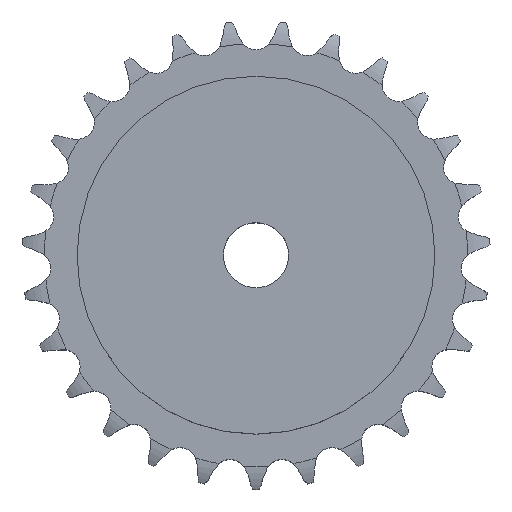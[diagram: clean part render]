
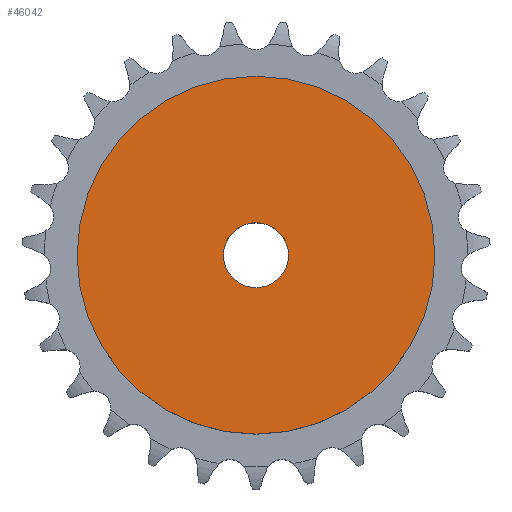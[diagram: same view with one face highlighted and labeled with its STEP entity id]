
A CAD part, top view. The second image highlights one B-rep face of the part: STEP entity #46042.
In plain terms, the highlighted planar face has unit normal (0, 0, 1).
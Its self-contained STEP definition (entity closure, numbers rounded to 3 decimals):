
#24618 = CYLINDRICAL_SURFACE('',#24619,10.);
#24619 = AXIS2_PLACEMENT_3D('',#24620,#24621,#24622);
#24620 = CARTESIAN_POINT('',(0.,0.,223.16));
#24621 = DIRECTION('',(0.,0.,1.));
#24622 = DIRECTION('',(1.,0.,0.));
#31598 = EDGE_CURVE('',#31599,#31599,#31601,.T.);
#31599 = VERTEX_POINT('',#31600);
#31600 = CARTESIAN_POINT('',(10.,0.,45.));
#31601 = SURFACE_CURVE('',#31602,(#31607,#31614),.PCURVE_S1.);
#31602 = CIRCLE('',#31603,10.);
#31603 = AXIS2_PLACEMENT_3D('',#31604,#31605,#31606);
#31604 = CARTESIAN_POINT('',(0.,0.,45.));
#31605 = DIRECTION('',(0.,0.,1.));
#31606 = DIRECTION('',(1.,0.,0.));
#31607 = PCURVE('',#24618,#31608);
#31608 = DEFINITIONAL_REPRESENTATION('',(#31609),#31613);
#31609 = LINE('',#31610,#31611);
#31610 = CARTESIAN_POINT('',(0.,-178.16));
#31611 = VECTOR('',#31612,1.);
#31612 = DIRECTION('',(1.,0.));
#31613 = ( GEOMETRIC_REPRESENTATION_CONTEXT(2) 
PARAMETRIC_REPRESENTATION_CONTEXT() REPRESENTATION_CONTEXT('2D SPACE',''
  ) );
#31614 = PCURVE('',#31615,#31620);
#31615 = PLANE('',#31616);
#31616 = AXIS2_PLACEMENT_3D('',#31617,#31618,#31619);
#31617 = CARTESIAN_POINT('',(0.,0.,45.)
  );
#31618 = DIRECTION('',(0.,0.,1.));
#31619 = DIRECTION('',(1.,0.,0.));
#31620 = DEFINITIONAL_REPRESENTATION('',(#31621),#31625);
#31621 = CIRCLE('',#31622,10.);
#31622 = AXIS2_PLACEMENT_2D('',#31623,#31624);
#31623 = CARTESIAN_POINT('',(0.,0.));
#31624 = DIRECTION('',(1.,0.));
#31625 = ( GEOMETRIC_REPRESENTATION_CONTEXT(2) 
PARAMETRIC_REPRESENTATION_CONTEXT() REPRESENTATION_CONTEXT('2D SPACE',''
  ) );
#46042 = ADVANCED_FACE('',(#46043,#46074),#31615,.T.);
#46043 = FACE_BOUND('',#46044,.T.);
#46044 = EDGE_LOOP('',(#46045));
#46045 = ORIENTED_EDGE('',*,*,#46046,.T.);
#46046 = EDGE_CURVE('',#46047,#46047,#46049,.T.);
#46047 = VERTEX_POINT('',#46048);
#46048 = CARTESIAN_POINT('',(55.,0.,45.));
#46049 = SURFACE_CURVE('',#46050,(#46055,#46062),.PCURVE_S1.);
#46050 = CIRCLE('',#46051,55.);
#46051 = AXIS2_PLACEMENT_3D('',#46052,#46053,#46054);
#46052 = CARTESIAN_POINT('',(0.,0.,45.));
#46053 = DIRECTION('',(0.,0.,1.));
#46054 = DIRECTION('',(1.,0.,0.));
#46055 = PCURVE('',#31615,#46056);
#46056 = DEFINITIONAL_REPRESENTATION('',(#46057),#46061);
#46057 = CIRCLE('',#46058,55.);
#46058 = AXIS2_PLACEMENT_2D('',#46059,#46060);
#46059 = CARTESIAN_POINT('',(0.,0.));
#46060 = DIRECTION('',(1.,0.));
#46061 = ( GEOMETRIC_REPRESENTATION_CONTEXT(2) 
PARAMETRIC_REPRESENTATION_CONTEXT() REPRESENTATION_CONTEXT('2D SPACE',''
  ) );
#46062 = PCURVE('',#46063,#46068);
#46063 = CYLINDRICAL_SURFACE('',#46064,55.);
#46064 = AXIS2_PLACEMENT_3D('',#46065,#46066,#46067);
#46065 = CARTESIAN_POINT('',(0.,0.,0.));
#46066 = DIRECTION('',(-0.,-0.,-1.));
#46067 = DIRECTION('',(1.,0.,0.));
#46068 = DEFINITIONAL_REPRESENTATION('',(#46069),#46073);
#46069 = LINE('',#46070,#46071);
#46070 = CARTESIAN_POINT('',(-0.,-45.));
#46071 = VECTOR('',#46072,1.);
#46072 = DIRECTION('',(-1.,0.));
#46073 = ( GEOMETRIC_REPRESENTATION_CONTEXT(2) 
PARAMETRIC_REPRESENTATION_CONTEXT() REPRESENTATION_CONTEXT('2D SPACE',''
  ) );
#46074 = FACE_BOUND('',#46075,.T.);
#46075 = EDGE_LOOP('',(#46076));
#46076 = ORIENTED_EDGE('',*,*,#31598,.F.);
